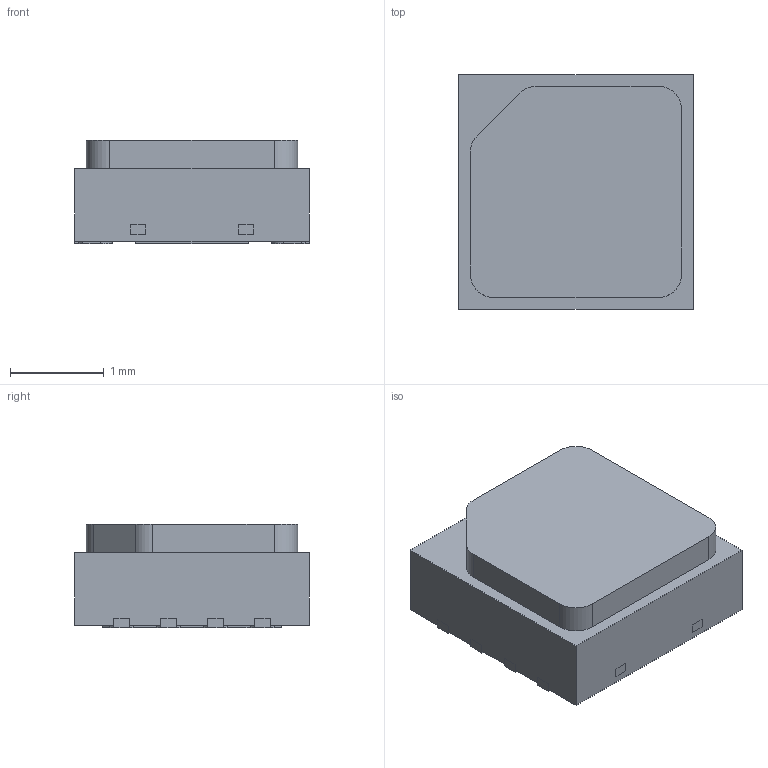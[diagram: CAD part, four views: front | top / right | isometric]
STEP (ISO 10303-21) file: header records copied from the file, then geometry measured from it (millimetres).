
FILE_DESCRIPTION((''),'2;1');
FILE_NAME('DEJ0008A_ASM','2020-01-06T12:44:36',('a0412086'),(''),'CREO PARAMETRIC BY PTC INC, 2019292','CREO PARAMETRIC BY PTC INC, 2019292','');
FILE_SCHEMA(('AUTOMOTIVE_DESIGN { 1 0 10303 214 1 1 1 1 }'));
Length unit declared in the file: millimetre
Products named in the file (5): BODY-SON; FRAME-DEJ0008A; SENSOR_AREA; PTFE; DEJ0008A_ASM
Assembly tree (4 placements, depth 2):
  DEJ0008A_ASM
    BODY-SON
    FRAME-DEJ0008A
    SENSOR_AREA
    PTFE
Bounding box: 2.5 x 2.5 x 1.1 mm (x, y, z)
Volume: 6.2 mm3; surface area: 42 mm2
Topology: 15 solids, 15 shells, 224 faces, 562 edges, 374 vertices
Faces by surface type: plane 199, cylinder 21, torus 2, cone 2
Entity records: 8714 total; most frequent: CARTESIAN_POINT 1179, ORIENTED_EDGE 1124, DIRECTION 1078, PRESENTATION_STYLE_ASSIGNMENT 589, STYLED_ITEM 577, CURVE_STYLE 562, EDGE_CURVE 562, VECTOR 512
